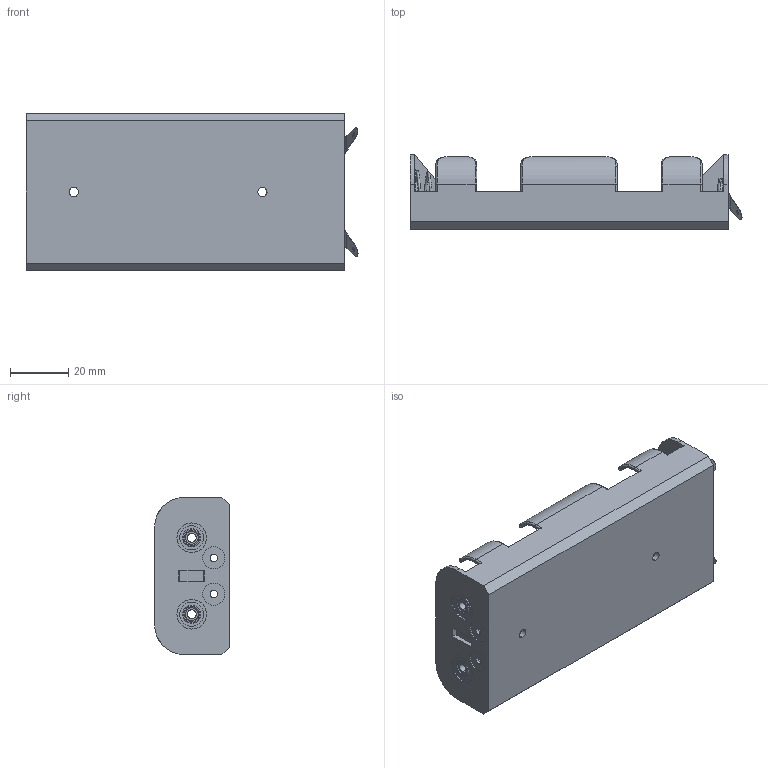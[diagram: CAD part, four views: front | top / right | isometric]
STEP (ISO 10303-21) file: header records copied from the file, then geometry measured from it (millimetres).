
FILE_DESCRIPTION (( 'STEP AP214' ), '1' );
FILE_NAME ('BH24CL.STEP', '2019-11-19T14:11:09', ( '' ), ( '' ), 'SwSTEP 2.0', 'SolidWorks 2017', '' );
FILE_SCHEMA (( 'AUTOMOTIVE_DESIGN' ));
Length unit declared in the file: inch
Products named in the file (1): BH24CL
Bounding box: 114.09 x 25.65 x 53.98 mm (x, y, z)
Volume: 21964.8 mm3; surface area: 30907 mm2
Topology: 7 solids, 9 shells, 448 faces, 1145 edges, 742 vertices
Faces by surface type: plane 194, cylinder 159, torus 67, bspline 28
Entity records: 19162 total; most frequent: CARTESIAN_POINT 8021, DIRECTION 2328, ORIENTED_EDGE 2290, EDGE_CURVE 1145, AXIS2_PLACEMENT_3D 873, VERTEX_POINT 742, VECTOR 582, LINE 582
